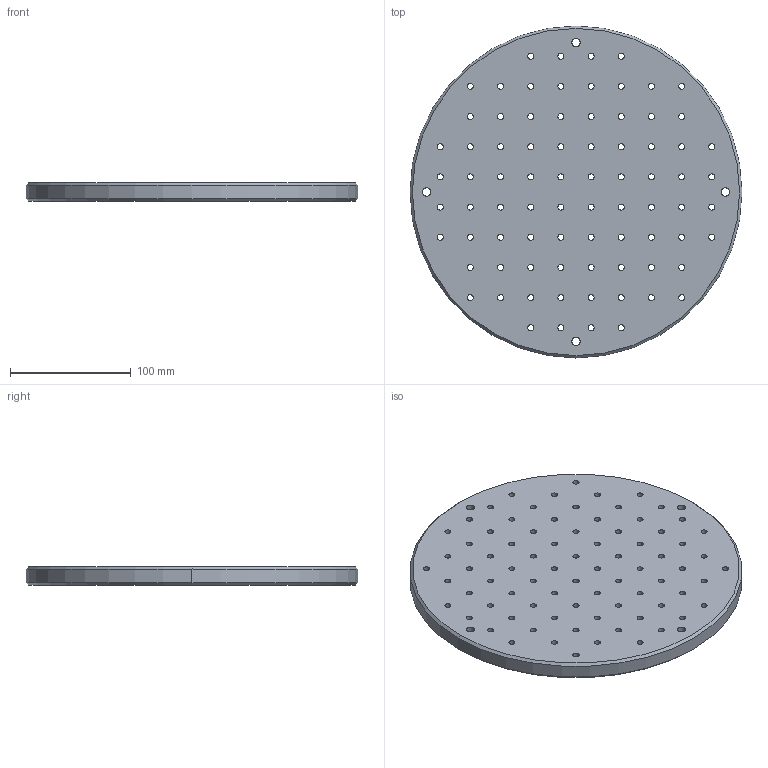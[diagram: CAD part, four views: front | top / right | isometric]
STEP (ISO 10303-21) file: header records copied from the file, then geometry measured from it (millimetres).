
FILE_DESCRIPTION (( 'STEP AP214' ), '1' );
FILE_NAME ('810KTO320-R.step', '2017-07-10T07:18:24', ( 'install' ), ( '' ), 'SwSTEP 2.0', 'SolidWorks 2015', '' );
FILE_SCHEMA (( 'AUTOMOTIVE_DESIGN' ));
Length unit declared in the file: millimetre
Products named in the file (1): 810KTO320-R
Bounding box: 275 x 275 x 15 mm (x, y, z)
Volume: 861756.1 mm3; surface area: 146415 mm2
Topology: 1 solids, 1 shells, 176 faces, 518 edges, 344 vertices
Faces by surface type: cylinder 170, cone 4, plane 2
Entity records: 8292 total; most frequent: DIRECTION 1216, CARTESIAN_POINT 1039, ORIENTED_EDGE 1036, AXIS2_PLACEMENT_3D 521, EDGE_CURVE 518, EDGE_LOOP 344, VERTEX_POINT 344, CIRCLE 344
